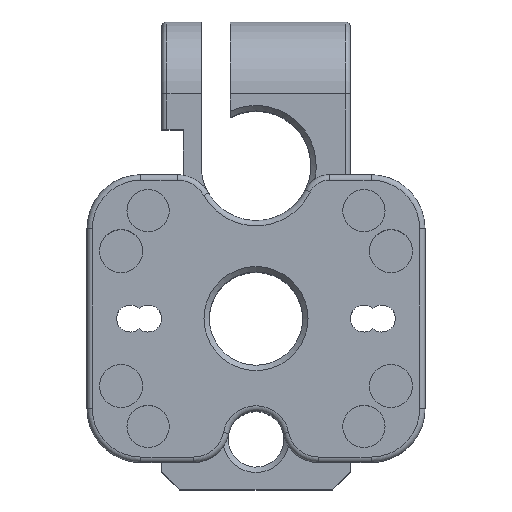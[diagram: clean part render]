
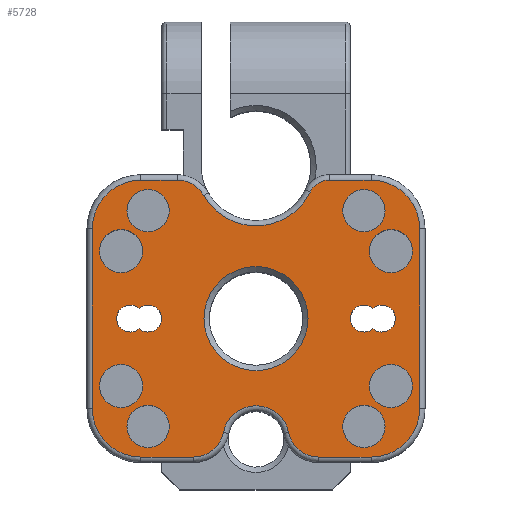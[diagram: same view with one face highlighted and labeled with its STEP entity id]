
A CAD part, top view. The second image highlights one B-rep face of the part: STEP entity #5728.
In plain terms, the highlighted planar face has unit normal (0, 0, 1).
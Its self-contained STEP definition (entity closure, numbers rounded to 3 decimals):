
#198=CIRCLE('',#6074,0.75);
#210=CIRCLE('',#6096,1.7);
#211=CIRCLE('',#6097,1.85);
#212=CIRCLE('',#6098,1.7);
#213=CIRCLE('',#6099,2.7);
#214=CIRCLE('',#6100,2.7);
#215=CIRCLE('',#6101,1.2);
#216=CIRCLE('',#6102,3.35);
#217=CIRCLE('',#6103,1.7);
#218=CIRCLE('',#6104,2.7);
#219=CIRCLE('',#6105,2.7);
#220=CIRCLE('',#6106,1.175);
#221=CIRCLE('',#6107,1.175);
#222=CIRCLE('',#6108,1.175);
#223=CIRCLE('',#6109,1.175);
#224=CIRCLE('',#6110,1.2);
#225=CIRCLE('',#6111,1.2);
#226=CIRCLE('',#6112,1.2);
#227=CIRCLE('',#6113,1.2);
#228=CIRCLE('',#6114,2.894);
#229=CIRCLE('',#6115,0.75);
#230=CIRCLE('',#6116,0.75);
#231=CIRCLE('',#6117,0.75);
#510=FACE_BOUND('',#894,.T.);
#511=FACE_BOUND('',#895,.T.);
#512=FACE_BOUND('',#896,.T.);
#513=FACE_BOUND('',#897,.T.);
#514=FACE_BOUND('',#898,.T.);
#515=FACE_BOUND('',#899,.T.);
#516=FACE_BOUND('',#900,.T.);
#517=FACE_BOUND('',#901,.T.);
#518=FACE_BOUND('',#902,.T.);
#519=FACE_BOUND('',#903,.T.);
#520=FACE_BOUND('',#904,.T.);
#554=FACE_OUTER_BOUND('',#893,.T.);
#893=EDGE_LOOP('',(#3828,#3829,#3830,#3831,#3832,#3833,#3834,#3835,#3836,
#3837,#3838,#3839,#3840,#3841,#3842,#3843));
#894=EDGE_LOOP('',(#3844));
#895=EDGE_LOOP('',(#3845));
#896=EDGE_LOOP('',(#3846));
#897=EDGE_LOOP('',(#3847));
#898=EDGE_LOOP('',(#3848));
#899=EDGE_LOOP('',(#3849));
#900=EDGE_LOOP('',(#3850));
#901=EDGE_LOOP('',(#3851));
#902=EDGE_LOOP('',(#3852));
#903=EDGE_LOOP('',(#3853,#3854));
#904=EDGE_LOOP('',(#3855,#3856));
#1352=LINE('',#8657,#1857);
#1353=LINE('',#8665,#1858);
#1354=LINE('',#8669,#1859);
#1355=LINE('',#8673,#1860);
#1356=LINE('',#8681,#1861);
#1357=LINE('',#8685,#1862);
#1857=VECTOR('',#6682,1000.);
#1858=VECTOR('',#6689,1000.);
#1859=VECTOR('',#6692,1000.);
#1860=VECTOR('',#6695,1000.);
#1861=VECTOR('',#6702,1000.);
#1862=VECTOR('',#6705,1000.);
#2426=VERTEX_POINT('',#8587);
#2427=VERTEX_POINT('',#8589);
#2448=VERTEX_POINT('',#8655);
#2449=VERTEX_POINT('',#8656);
#2450=VERTEX_POINT('',#8658);
#2451=VERTEX_POINT('',#8660);
#2452=VERTEX_POINT('',#8662);
#2453=VERTEX_POINT('',#8664);
#2454=VERTEX_POINT('',#8666);
#2455=VERTEX_POINT('',#8668);
#2456=VERTEX_POINT('',#8670);
#2457=VERTEX_POINT('',#8672);
#2458=VERTEX_POINT('',#8674);
#2459=VERTEX_POINT('',#8676);
#2460=VERTEX_POINT('',#8678);
#2461=VERTEX_POINT('',#8680);
#2462=VERTEX_POINT('',#8682);
#2463=VERTEX_POINT('',#8684);
#2464=VERTEX_POINT('',#8687);
#2465=VERTEX_POINT('',#8689);
#2466=VERTEX_POINT('',#8691);
#2467=VERTEX_POINT('',#8693);
#2468=VERTEX_POINT('',#8695);
#2469=VERTEX_POINT('',#8697);
#2470=VERTEX_POINT('',#8699);
#2471=VERTEX_POINT('',#8701);
#2472=VERTEX_POINT('',#8703);
#2473=VERTEX_POINT('',#8705);
#2474=VERTEX_POINT('',#8706);
#2966=EDGE_CURVE('',#2427,#2426,#198,.T.);
#2995=EDGE_CURVE('',#2448,#2449,#1352,.T.);
#2996=EDGE_CURVE('',#2450,#2449,#210,.F.);
#2997=EDGE_CURVE('',#2450,#2451,#211,.F.);
#2998=EDGE_CURVE('',#2452,#2451,#212,.F.);
#2999=EDGE_CURVE('',#2452,#2453,#1353,.T.);
#3000=EDGE_CURVE('',#2453,#2454,#213,.T.);
#3001=EDGE_CURVE('',#2454,#2455,#1354,.F.);
#3002=EDGE_CURVE('',#2455,#2456,#214,.T.);
#3003=EDGE_CURVE('',#2456,#2457,#1355,.T.);
#3004=EDGE_CURVE('',#2457,#2458,#215,.T.);
#3005=EDGE_CURVE('',#2458,#2459,#216,.F.);
#3006=EDGE_CURVE('',#2459,#2460,#217,.T.);
#3007=EDGE_CURVE('',#2460,#2461,#1356,.F.);
#3008=EDGE_CURVE('',#2461,#2462,#218,.T.);
#3009=EDGE_CURVE('',#2462,#2463,#1357,.T.);
#3010=EDGE_CURVE('',#2463,#2448,#219,.T.);
#3011=EDGE_CURVE('',#2464,#2464,#220,.F.);
#3012=EDGE_CURVE('',#2465,#2465,#221,.F.);
#3013=EDGE_CURVE('',#2466,#2466,#222,.F.);
#3014=EDGE_CURVE('',#2467,#2467,#223,.F.);
#3015=EDGE_CURVE('',#2468,#2468,#224,.F.);
#3016=EDGE_CURVE('',#2469,#2469,#225,.F.);
#3017=EDGE_CURVE('',#2470,#2470,#226,.F.);
#3018=EDGE_CURVE('',#2471,#2471,#227,.F.);
#3019=EDGE_CURVE('',#2472,#2472,#228,.F.);
#3020=EDGE_CURVE('',#2473,#2474,#229,.T.);
#3021=EDGE_CURVE('',#2474,#2473,#230,.T.);
#3022=EDGE_CURVE('',#2426,#2427,#231,.T.);
#3828=ORIENTED_EDGE('',*,*,#2995,.T.);
#3829=ORIENTED_EDGE('',*,*,#2996,.F.);
#3830=ORIENTED_EDGE('',*,*,#2997,.T.);
#3831=ORIENTED_EDGE('',*,*,#2998,.F.);
#3832=ORIENTED_EDGE('',*,*,#2999,.T.);
#3833=ORIENTED_EDGE('',*,*,#3000,.T.);
#3834=ORIENTED_EDGE('',*,*,#3001,.T.);
#3835=ORIENTED_EDGE('',*,*,#3002,.T.);
#3836=ORIENTED_EDGE('',*,*,#3003,.T.);
#3837=ORIENTED_EDGE('',*,*,#3004,.T.);
#3838=ORIENTED_EDGE('',*,*,#3005,.T.);
#3839=ORIENTED_EDGE('',*,*,#3006,.T.);
#3840=ORIENTED_EDGE('',*,*,#3007,.T.);
#3841=ORIENTED_EDGE('',*,*,#3008,.T.);
#3842=ORIENTED_EDGE('',*,*,#3009,.T.);
#3843=ORIENTED_EDGE('',*,*,#3010,.T.);
#3844=ORIENTED_EDGE('',*,*,#3011,.T.);
#3845=ORIENTED_EDGE('',*,*,#3012,.T.);
#3846=ORIENTED_EDGE('',*,*,#3013,.T.);
#3847=ORIENTED_EDGE('',*,*,#3014,.T.);
#3848=ORIENTED_EDGE('',*,*,#3015,.T.);
#3849=ORIENTED_EDGE('',*,*,#3016,.T.);
#3850=ORIENTED_EDGE('',*,*,#3017,.T.);
#3851=ORIENTED_EDGE('',*,*,#3018,.T.);
#3852=ORIENTED_EDGE('',*,*,#3019,.T.);
#3853=ORIENTED_EDGE('',*,*,#3020,.T.);
#3854=ORIENTED_EDGE('',*,*,#3021,.T.);
#3855=ORIENTED_EDGE('',*,*,#3022,.T.);
#3856=ORIENTED_EDGE('',*,*,#2966,.T.);
#5242=PLANE('',#6095);
#5728=ADVANCED_FACE('',(#554,#510,#511,#512,#513,#514,#515,#516,#517,#518,
#519,#520),#5242,.T.);
#6074=AXIS2_PLACEMENT_3D('',#8590,#6625,#6626);
#6095=AXIS2_PLACEMENT_3D('',#8654,#6680,#6681);
#6096=AXIS2_PLACEMENT_3D('',#8659,#6683,#6684);
#6097=AXIS2_PLACEMENT_3D('',#8661,#6685,#6686);
#6098=AXIS2_PLACEMENT_3D('',#8663,#6687,#6688);
#6099=AXIS2_PLACEMENT_3D('',#8667,#6690,#6691);
#6100=AXIS2_PLACEMENT_3D('',#8671,#6693,#6694);
#6101=AXIS2_PLACEMENT_3D('',#8675,#6696,#6697);
#6102=AXIS2_PLACEMENT_3D('',#8677,#6698,#6699);
#6103=AXIS2_PLACEMENT_3D('',#8679,#6700,#6701);
#6104=AXIS2_PLACEMENT_3D('',#8683,#6703,#6704);
#6105=AXIS2_PLACEMENT_3D('',#8686,#6706,#6707);
#6106=AXIS2_PLACEMENT_3D('',#8688,#6708,#6709);
#6107=AXIS2_PLACEMENT_3D('',#8690,#6710,#6711);
#6108=AXIS2_PLACEMENT_3D('',#8692,#6712,#6713);
#6109=AXIS2_PLACEMENT_3D('',#8694,#6714,#6715);
#6110=AXIS2_PLACEMENT_3D('',#8696,#6716,#6717);
#6111=AXIS2_PLACEMENT_3D('',#8698,#6718,#6719);
#6112=AXIS2_PLACEMENT_3D('',#8700,#6720,#6721);
#6113=AXIS2_PLACEMENT_3D('',#8702,#6722,#6723);
#6114=AXIS2_PLACEMENT_3D('',#8704,#6724,#6725);
#6115=AXIS2_PLACEMENT_3D('',#8707,#6726,#6727);
#6116=AXIS2_PLACEMENT_3D('',#8708,#6728,#6729);
#6117=AXIS2_PLACEMENT_3D('',#8709,#6730,#6731);
#6625=DIRECTION('center_axis',(0.,0.,-1.));
#6626=DIRECTION('ref_axis',(-1.,0.,0.));
#6680=DIRECTION('center_axis',(0.,0.,1.));
#6681=DIRECTION('ref_axis',(1.,0.,0.));
#6682=DIRECTION('',(1.,0.,0.));
#6683=DIRECTION('center_axis',(0.,0.,1.));
#6684=DIRECTION('ref_axis',(1.,0.,0.));
#6685=DIRECTION('center_axis',(0.,0.,1.));
#6686=DIRECTION('ref_axis',(1.,0.,0.));
#6687=DIRECTION('center_axis',(0.,0.,1.));
#6688=DIRECTION('ref_axis',(1.,0.,0.));
#6689=DIRECTION('',(1.,0.,0.));
#6690=DIRECTION('center_axis',(0.,0.,1.));
#6691=DIRECTION('ref_axis',(1.,0.,0.));
#6692=DIRECTION('',(0.,-1.,0.));
#6693=DIRECTION('center_axis',(0.,0.,1.));
#6694=DIRECTION('ref_axis',(1.,0.,0.));
#6695=DIRECTION('',(-1.,0.,0.));
#6696=DIRECTION('center_axis',(0.,0.,1.));
#6697=DIRECTION('ref_axis',(1.,0.,0.));
#6698=DIRECTION('center_axis',(0.,0.,1.));
#6699=DIRECTION('ref_axis',(1.,0.,0.));
#6700=DIRECTION('center_axis',(0.,0.,1.));
#6701=DIRECTION('ref_axis',(1.,0.,0.));
#6702=DIRECTION('',(1.,0.,0.));
#6703=DIRECTION('center_axis',(0.,0.,1.));
#6704=DIRECTION('ref_axis',(1.,0.,0.));
#6705=DIRECTION('',(0.,-1.,0.));
#6706=DIRECTION('center_axis',(0.,0.,1.));
#6707=DIRECTION('ref_axis',(1.,0.,0.));
#6708=DIRECTION('center_axis',(0.,0.,1.));
#6709=DIRECTION('ref_axis',(1.,0.,0.));
#6710=DIRECTION('center_axis',(0.,0.,1.));
#6711=DIRECTION('ref_axis',(1.,0.,0.));
#6712=DIRECTION('center_axis',(0.,0.,1.));
#6713=DIRECTION('ref_axis',(1.,0.,0.));
#6714=DIRECTION('center_axis',(0.,0.,1.));
#6715=DIRECTION('ref_axis',(1.,0.,0.));
#6716=DIRECTION('center_axis',(0.,0.,1.));
#6717=DIRECTION('ref_axis',(1.,0.,0.));
#6718=DIRECTION('center_axis',(0.,0.,1.));
#6719=DIRECTION('ref_axis',(1.,0.,0.));
#6720=DIRECTION('center_axis',(0.,0.,1.));
#6721=DIRECTION('ref_axis',(1.,0.,0.));
#6722=DIRECTION('center_axis',(0.,0.,1.));
#6723=DIRECTION('ref_axis',(1.,0.,0.));
#6724=DIRECTION('center_axis',(0.,0.,1.));
#6725=DIRECTION('ref_axis',(1.,0.,0.));
#6726=DIRECTION('center_axis',(0.,0.,-1.));
#6727=DIRECTION('ref_axis',(1.,0.,0.));
#6728=DIRECTION('center_axis',(0.,0.,-1.));
#6729=DIRECTION('ref_axis',(-1.,0.,0.));
#6730=DIRECTION('center_axis',(0.,0.,-1.));
#6731=DIRECTION('ref_axis',(1.,0.,0.));
#8587=CARTESIAN_POINT('',(6.5,-1.441,0.5));
#8589=CARTESIAN_POINT('',(6.5,-2.559,0.5));
#8590=CARTESIAN_POINT('Origin',(6.,-2.,0.5));
#8654=CARTESIAN_POINT('Origin',(0.,0.,0.5));
#8655=CARTESIAN_POINT('',(-6.4,-9.7,0.5));
#8656=CARTESIAN_POINT('',(-3.48,-9.7,0.5));
#8657=CARTESIAN_POINT('',(0.,-9.7,0.5));
#8658=CARTESIAN_POINT('',(-1.814,-8.335,0.5));
#8659=CARTESIAN_POINT('Origin',(-3.48,-8.,0.5));
#8660=CARTESIAN_POINT('',(1.814,-8.335,0.5));
#8661=CARTESIAN_POINT('Origin',(0.,-8.7,0.5));
#8662=CARTESIAN_POINT('',(3.48,-9.7,0.5));
#8663=CARTESIAN_POINT('Origin',(3.48,-8.,0.5));
#8664=CARTESIAN_POINT('',(6.4,-9.7,0.5));
#8665=CARTESIAN_POINT('',(0.,-9.7,0.5));
#8666=CARTESIAN_POINT('',(9.1,-7.,0.5));
#8667=CARTESIAN_POINT('Origin',(6.4,-7.,0.5));
#8668=CARTESIAN_POINT('',(9.1,3.,0.5));
#8669=CARTESIAN_POINT('',(9.1,2.5,0.5));
#8670=CARTESIAN_POINT('',(6.4,5.7,0.5));
#8671=CARTESIAN_POINT('Origin',(6.4,3.,0.5));
#8672=CARTESIAN_POINT('',(4.087,5.7,0.5));
#8673=CARTESIAN_POINT('',(0.,5.7,0.5));
#8674=CARTESIAN_POINT('',(3.009,5.027,0.5));
#8675=CARTESIAN_POINT('Origin',(4.087,4.5,0.5));
#8676=CARTESIAN_POINT('',(-2.911,4.842,0.5));
#8677=CARTESIAN_POINT('Origin',(0.,6.5,0.5));
#8678=CARTESIAN_POINT('',(-4.388,5.7,0.5));
#8679=CARTESIAN_POINT('Origin',(-4.388,4.,0.5));
#8680=CARTESIAN_POINT('',(-6.4,5.7,0.5));
#8681=CARTESIAN_POINT('',(-6.4,5.7,0.5));
#8682=CARTESIAN_POINT('',(-9.1,3.,0.5));
#8683=CARTESIAN_POINT('Origin',(-6.4,3.,0.5));
#8684=CARTESIAN_POINT('',(-9.1,-7.,0.5));
#8685=CARTESIAN_POINT('',(-9.1,0.,0.5));
#8686=CARTESIAN_POINT('Origin',(-6.4,-7.,0.5));
#8687=CARTESIAN_POINT('',(-7.175,4.,0.5));
#8688=CARTESIAN_POINT('Origin',(-6.,4.,0.5));
#8689=CARTESIAN_POINT('',(4.825,-8.,0.5));
#8690=CARTESIAN_POINT('Origin',(6.,-8.,0.5));
#8691=CARTESIAN_POINT('',(-7.175,-8.,0.5));
#8692=CARTESIAN_POINT('Origin',(-6.,-8.,0.5));
#8693=CARTESIAN_POINT('',(4.825,4.,0.5));
#8694=CARTESIAN_POINT('Origin',(6.,4.,0.5));
#8695=CARTESIAN_POINT('',(6.3,-5.75,0.5));
#8696=CARTESIAN_POINT('Origin',(7.5,-5.75,0.5));
#8697=CARTESIAN_POINT('',(6.3,1.75,0.5));
#8698=CARTESIAN_POINT('Origin',(7.5,1.75,0.5));
#8699=CARTESIAN_POINT('',(-8.7,1.75,0.5));
#8700=CARTESIAN_POINT('Origin',(-7.5,1.75,0.5));
#8701=CARTESIAN_POINT('',(-8.7,-5.75,0.5));
#8702=CARTESIAN_POINT('Origin',(-7.5,-5.75,0.5));
#8703=CARTESIAN_POINT('',(-2.894,-2.,0.5));
#8704=CARTESIAN_POINT('Origin',(0.,-2.,0.5));
#8705=CARTESIAN_POINT('',(-6.5,-2.559,0.5));
#8706=CARTESIAN_POINT('',(-6.5,-1.441,0.5));
#8707=CARTESIAN_POINT('Origin',(-7.,-2.,0.5));
#8708=CARTESIAN_POINT('Origin',(-6.,-2.,0.5));
#8709=CARTESIAN_POINT('Origin',(7.,-2.,0.5));
